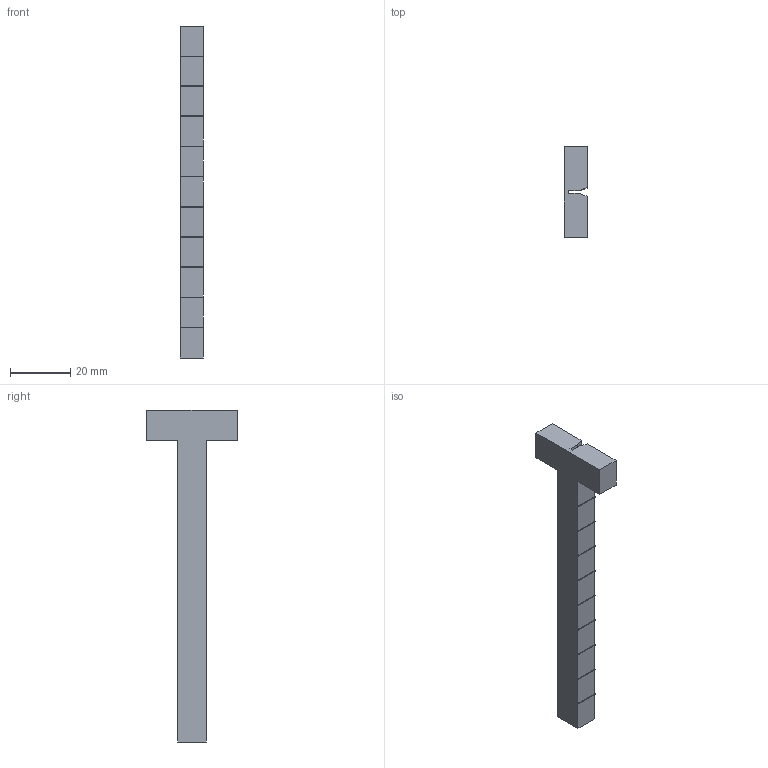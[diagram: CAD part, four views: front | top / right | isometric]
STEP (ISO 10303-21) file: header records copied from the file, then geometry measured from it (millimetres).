
FILE_DESCRIPTION(/* description */ (''),/* implementation_level */ '2;1');
FILE_NAME(/* name */ 'BaseCase_AlignmentSupport_B570_roboticarm_holder2.stp',/* time_stamp */ '2026-01-22T10:32:21-05:00',/* author */ ('SCANTURK'),/* organization */ (''),/* preprocessor_version */ 'ST-DEVELOPER v20.1',/* originating_system */ 'Autodesk Inventor 2026',/* authorisation */ '');
FILE_SCHEMA (('AUTOMOTIVE_DESIGN { 1 0 10303 214 3 1 1 }'));
Length unit declared in the file: millimetre
Products named in the file (1): BaseCase_AlignmentSupport_B570_roboticarm_holder
Bounding box: 7.85 x 29.9 x 110 mm (x, y, z)
Volume: 8449.9 mm3; surface area: 5996 mm2
Topology: 19 solids, 19 shells, 244 faces, 621 edges, 460 vertices
Faces by surface type: plane 244
Entity records: 7043 total; most frequent: CARTESIAN_POINT 1287, ORIENTED_EDGE 1164, DIRECTION 1072, LINE 582, VECTOR 582, EDGE_CURVE 582, VERTEX_POINT 376, AXIS2_PLACEMENT_3D 245
